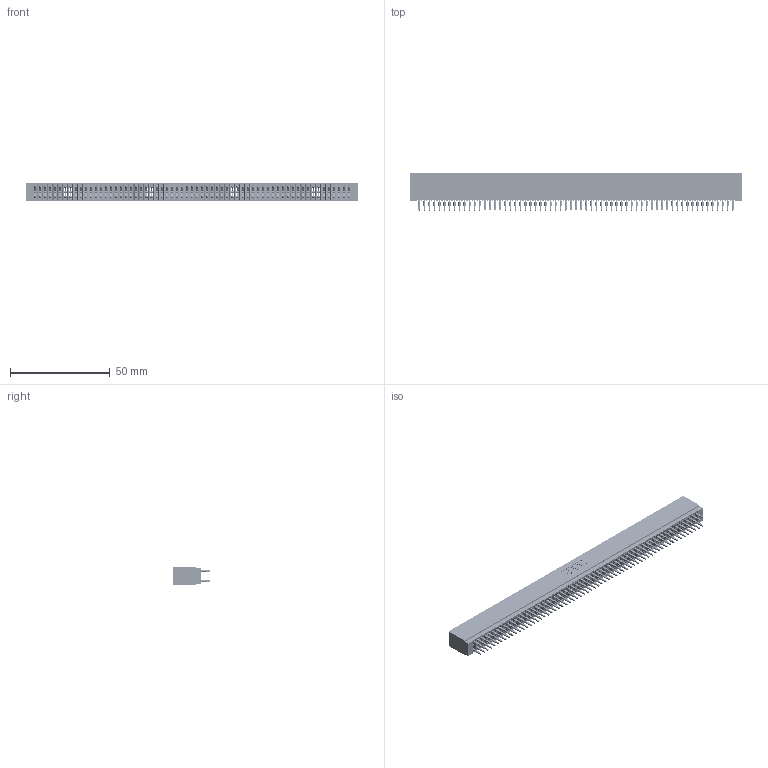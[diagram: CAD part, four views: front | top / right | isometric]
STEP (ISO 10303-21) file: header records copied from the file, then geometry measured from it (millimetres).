
FILE_DESCRIPTION (( 'STEP AP203' ), '1' );
FILE_NAME ('725-126-525-201.STEP', '2026-02-24T21:23:30', ( '' ), ( '' ), 'SwSTEP 2.0', 'SolidWorks 2023', '' );
FILE_SCHEMA (( 'CONFIG_CONTROL_DESIGN' ));
Length unit declared in the file: millimetre
Products named in the file (3): 725-126-525-201; 725 Part_Insulator Option - 01; 745-292-001_525
Assembly tree (127 placements, depth 2):
  725-126-525-201
    725 Part_Insulator Option - 01
    745-292-001_525  x126
Bounding box: 166.62 x 18.8 x 8.89 mm (x, y, z)
Volume: 13072.4 mm3; surface area: 27982.4 mm2
Topology: 127 solids, 127 shells, 11372 faces, 30557 edges, 19194 vertices
Faces by surface type: plane 5851, bspline 2520, cylinder 2245, torus 756
Entity records: 103159 total; most frequent: CARTESIAN_POINT 18387, ORIENTED_EDGE 17864, DIRECTION 15590, EDGE_CURVE 8932, VECTOR 8372, LINE 8372, VERTEX_POINT 5694, AXIS2_PLACEMENT_3D 3609
